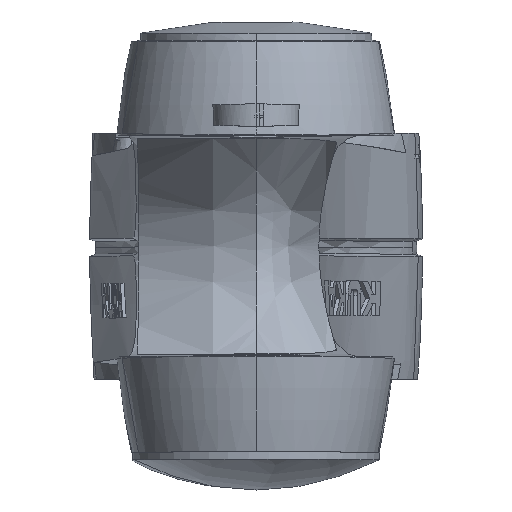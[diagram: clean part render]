
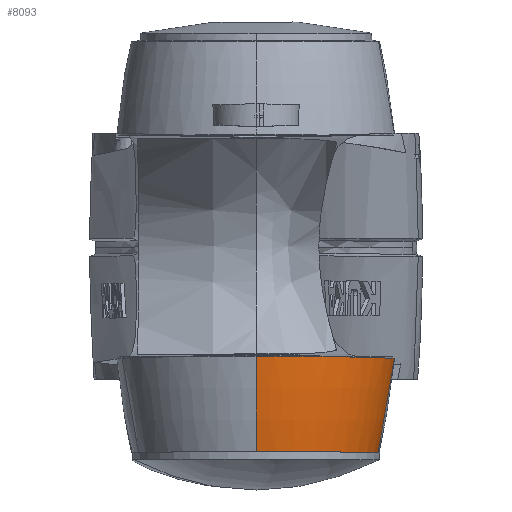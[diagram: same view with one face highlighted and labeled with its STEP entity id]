
A CAD part, top view. The second image highlights one B-rep face of the part: STEP entity #8093.
In plain terms, the highlighted toroidal (fillet/blend) face has major radius 423 mm and minor radius 500 mm.
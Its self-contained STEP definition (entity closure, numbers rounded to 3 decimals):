
#389 = EDGE_CURVE ( 'NONE', #9904, #17241, #4917, .T. ) ;
#411 = CARTESIAN_POINT ( 'NONE',  ( 25., 0., 537. ) ) ;
#820 = CARTESIAN_POINT ( 'NONE',  ( 93.23, -92.636, 967.453 ) ) ;
#935 = CARTESIAN_POINT ( 'NONE',  ( 96.221, -59.365, 978.234 ) ) ;
#1126 = CARTESIAN_POINT ( 'NONE',  ( 96.101, -76.077, 967.201 ) ) ;
#1256 = CARTESIAN_POINT ( 'NONE',  ( 88.757, -59.17, 996.652 ) ) ;
#1989 = AXIS2_PLACEMENT_3D ( 'NONE', #411, #11367, #11052 ) ;
#2093 = DIRECTION ( 'NONE',  ( 0., 0., 1. ) ) ;
#2109 = CIRCLE ( 'NONE', #4744, 64.974 ) ;
#2127 = CARTESIAN_POINT ( 'NONE',  ( 25., -109., 1024.974 ) ) ;
#2374 = CARTESIAN_POINT ( 'NONE',  ( 98.121, -59.415, 967.025 ) ) ;
#3161 = CARTESIAN_POINT ( 'NONE',  ( 91.658, -59.245, 990.923 ) ) ;
#3660 = CARTESIAN_POINT ( 'NONE',  ( 89.507, -109., 967.778 ) ) ;
#4114 = CARTESIAN_POINT ( 'NONE',  ( 92.531, -59.268, 988.959 ) ) ;
#4386 = CARTESIAN_POINT ( 'NONE',  ( 98.121, -59.415, 967.025 ) ) ;
#4400 = CARTESIAN_POINT ( 'NONE',  ( 63.188, -58.5, 1022.878 ) ) ;
#4713 = CARTESIAN_POINT ( 'NONE',  ( 91.956, -59.253, 990.269 ) ) ;
#4744 = AXIS2_PLACEMENT_3D ( 'NONE', #9285, #8655, #11116 ) ;
#4917 = B_SPLINE_CURVE_WITH_KNOTS ( 'NONE', 3,
 ( #2374, #1126, #820, #3660 ),
 .UNSPECIFIED., .F., .F.,
 ( 4, 4 ),
 ( 0., 1. ),
 .UNSPECIFIED. ) ;
#4927 = TOROIDAL_SURFACE ( 'NONE', #13541, -423., 500. ) ;
#5466 = CIRCLE ( 'NONE', #1989, 500. ) ;
#5568 = EDGE_CURVE ( 'NONE', #9904, #9362, #17732, .T. ) ;
#5649 = CARTESIAN_POINT ( 'NONE',  ( 77.142, -58.865, 1011.84 ) ) ;
#5768 = CARTESIAN_POINT ( 'NONE',  ( 89.507, -109., 967.778 ) ) ;
#6348 = CARTESIAN_POINT ( 'NONE',  ( 98.121, -59.415, 967.025 ) ) ;
#6393 = CARTESIAN_POINT ( 'NONE',  ( 63.188, -58.5, 1022.878 ) ) ;
#6828 = DIRECTION ( 'NONE',  ( 0., -1., 0. ) ) ;
#6896 = EDGE_LOOP ( 'NONE', ( #18846, #18797, #17678, #18444, #8856 ) ) ;
#6904 = CARTESIAN_POINT ( 'NONE',  ( 97.847, -59.408, 969.882 ) ) ;
#6921 = CARTESIAN_POINT ( 'NONE',  ( 77.644, -58.879, 1011.327 ) ) ;
#7567 = CARTESIAN_POINT ( 'NONE',  ( 84.12, -59.048, 1003.763 ) ) ;
#8076 = CARTESIAN_POINT ( 'NONE',  ( 25., 0., 960. ) ) ;
#8093 = ADVANCED_FACE ( 'NONE', ( #13351 ), #4927, .T. ) ;
#8186 = CARTESIAN_POINT ( 'NONE',  ( 67.98, -58.625, 1019.754 ) ) ;
#8498 = CARTESIAN_POINT ( 'NONE',  ( 93.61, -59.297, 986.321 ) ) ;
#8655 = DIRECTION ( 'NONE',  ( 0., 1., 0. ) ) ;
#8856 = ORIENTED_EDGE ( 'NONE', *, *, #13221, .T. ) ;
#8871 = EDGE_CURVE ( 'NONE', #19338, #17020, #5466, .T. ) ;
#9137 = CARTESIAN_POINT ( 'NONE',  ( 74.6, -58.799, 1014.358 ) ) ;
#9285 = CARTESIAN_POINT ( 'NONE',  ( 25., -109., 960. ) ) ;
#9362 = VERTEX_POINT ( 'NONE', #6393 ) ;
#9423 = CARTESIAN_POINT ( 'NONE',  ( 97.41, -59.396, 972.694 ) ) ;
#9732 = CARTESIAN_POINT ( 'NONE',  ( 81.466, -58.979, 1007.088 ) ) ;
#9904 = VERTEX_POINT ( 'NONE', #6348 ) ;
#9945 = CARTESIAN_POINT ( 'NONE',  ( 25., -58.5, 960. ) ) ;
#10227 = CIRCLE ( 'NONE', #11042, 73.566 ) ;
#10255 = DIRECTION ( 'NONE',  ( 0., 1., 0. ) ) ;
#11042 = AXIS2_PLACEMENT_3D ( 'NONE', #9945, #6828, #11490 ) ;
#11052 = DIRECTION ( 'NONE',  ( 0., -1., 0. ) ) ;
#11116 = DIRECTION ( 'NONE',  ( 0., 0., 1. ) ) ;
#11367 = DIRECTION ( 'NONE',  ( -1., 0., 0. ) ) ;
#11490 = DIRECTION ( 'NONE',  ( 0., 0., 1. ) ) ;
#11584 = CARTESIAN_POINT ( 'NONE',  ( 80.547, -58.955, 1008.173 ) ) ;
#11671 = CARTESIAN_POINT ( 'NONE',  ( 25., -58.5, 1033.566 ) ) ;
#11891 = CARTESIAN_POINT ( 'NONE',  ( 95.469, -59.345, 980.962 ) ) ;
#12209 = CARTESIAN_POINT ( 'NONE',  ( 65.637, -58.564, 1021.382 ) ) ;
#12531 = CARTESIAN_POINT ( 'NONE',  ( 90.123, -59.205, 994.159 ) ) ;
#13221 = EDGE_CURVE ( 'NONE', #9362, #17020, #10227, .T. ) ;
#13351 = FACE_OUTER_BOUND ( 'NONE', #6896, .T. ) ;
#13541 = AXIS2_PLACEMENT_3D ( 'NONE', #8076, #10255, #2093 ) ;
#14089 = CARTESIAN_POINT ( 'NONE',  ( 79.117, -58.917, 1009.765 ) ) ;
#14388 = CARTESIAN_POINT ( 'NONE',  ( 94.104, -59.31, 984.989 ) ) ;
#14995 = CARTESIAN_POINT ( 'NONE',  ( 85.755, -59.091, 1001.454 ) ) ;
#15909 = EDGE_CURVE ( 'NONE', #19338, #17241, #2109, .T. ) ;
#16237 = CARTESIAN_POINT ( 'NONE',  ( 78.632, -58.904, 1010.29 ) ) ;
#17020 = VERTEX_POINT ( 'NONE', #11671 ) ;
#17241 = VERTEX_POINT ( 'NONE', #5768 ) ;
#17678 = ORIENTED_EDGE ( 'NONE', *, *, #389, .F. ) ;
#17732 = B_SPLINE_CURVE_WITH_KNOTS ( 'NONE', 3,
 ( #4386, #6904, #9423, #935, #11891, #14388, #8498, #19426, #4114, #4713, #3161, #12531, #1256, #14995, #7567, #9732, #11584, #14089, #16237, #6921, #5649, #9137, #18480, #8186, #12209, #4400 ),
 .UNSPECIFIED., .F., .F.,
 ( 4, 2, 2, 2, 2, 2, 2, 2, 2, 2, 2, 2, 4 ),
 ( 0., 0.008, 0.017, 0.021, 0.023, 0.025, 0.034, 0.042, 0.047, 0.049, 0.051, 0.059, 0.068 ),
 .UNSPECIFIED. ) ;
#18444 = ORIENTED_EDGE ( 'NONE', *, *, #5568, .T. ) ;
#18480 = CARTESIAN_POINT ( 'NONE',  ( 72.462, -58.743, 1016.243 ) ) ;
#18797 = ORIENTED_EDGE ( 'NONE', *, *, #15909, .T. ) ;
#18846 = ORIENTED_EDGE ( 'NONE', *, *, #8871, .F. ) ;
#19338 = VERTEX_POINT ( 'NONE', #2127 ) ;
#19426 = CARTESIAN_POINT ( 'NONE',  ( 92.808, -59.276, 988.302 ) ) ;
